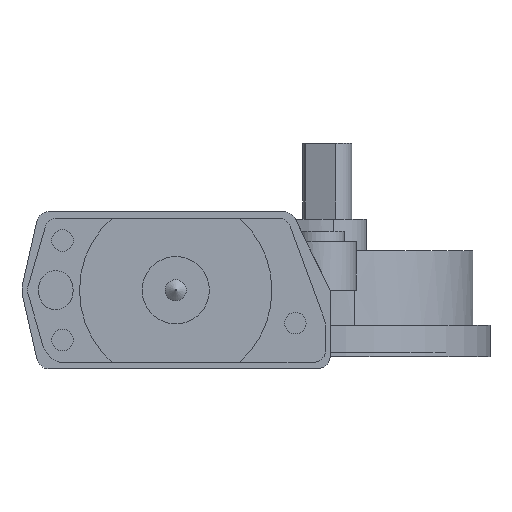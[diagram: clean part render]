
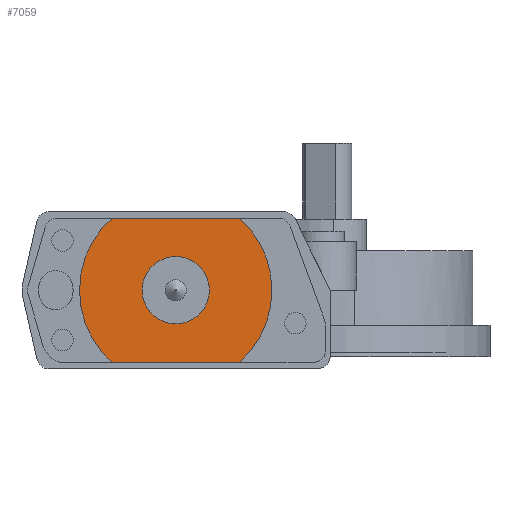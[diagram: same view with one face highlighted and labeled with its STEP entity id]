
A CAD part, left-side view. The second image highlights one B-rep face of the part: STEP entity #7059.
In plain terms, the highlighted planar face has unit normal (-1, 0, 0).
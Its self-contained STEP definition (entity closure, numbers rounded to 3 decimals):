
#159 = LINE ( 'NONE', #7461, #2909 ) ;
#316 = EDGE_LOOP ( 'NONE', ( #7675, #1181, #2935, #2672 ) ) ;
#345 = ORIENTED_EDGE ( 'NONE', *, *, #6087, .F. ) ;
#950 = DIRECTION ( 'NONE',  ( 0., -1., 0. ) ) ;
#1023 = AXIS2_PLACEMENT_3D ( 'NONE', #6675, #7103, #5237 ) ;
#1051 = CARTESIAN_POINT ( 'NONE',  ( -132.237, 16.556, 12.292 ) ) ;
#1128 = EDGE_LOOP ( 'NONE', ( #345 ) ) ;
#1181 = ORIENTED_EDGE ( 'NONE', *, *, #4478, .T. ) ;
#1517 = VERTEX_POINT ( 'NONE', #3516 ) ;
#1770 = VERTEX_POINT ( 'NONE', #5508 ) ;
#1949 = DIRECTION ( 'NONE',  ( 0., 1., 0. ) ) ;
#2130 = CARTESIAN_POINT ( 'NONE',  ( -132.237, 3.788, -2.186 ) ) ;
#2449 = CARTESIAN_POINT ( 'NONE',  ( -132.237, -26.054, 26.77 ) ) ;
#2458 = CARTESIAN_POINT ( 'NONE',  ( -132.237, 29.325, 26.77 ) ) ;
#2492 = FACE_BOUND ( 'NONE', #1128, .T. ) ;
#2672 = ORIENTED_EDGE ( 'NONE', *, *, #7477, .T. ) ;
#2687 = DIRECTION ( 'NONE',  ( 0., 0., 1. ) ) ;
#2909 = VECTOR ( 'NONE', #950, 1000. ) ;
#2935 = ORIENTED_EDGE ( 'NONE', *, *, #5560, .T. ) ;
#2980 = FACE_OUTER_BOUND ( 'NONE', #316, .T. ) ;
#2991 = CARTESIAN_POINT ( 'NONE',  ( -132.237, 16.556, 12.292 ) ) ;
#3166 = LINE ( 'NONE', #2449, #6114 ) ;
#3223 = VERTEX_POINT ( 'NONE', #2458 ) ;
#3444 = DIRECTION ( 'NONE',  ( -1., 0., 0. ) ) ;
#3516 = CARTESIAN_POINT ( 'NONE',  ( -132.237, 16.556, 19.048 ) ) ;
#3925 = DIRECTION ( 'NONE',  ( -1., 0., 0. ) ) ;
#4478 = EDGE_CURVE ( 'NONE', #3223, #1770, #7640, .T. ) ;
#4851 = VERTEX_POINT ( 'NONE', #2130 ) ;
#5030 = EDGE_CURVE ( 'NONE', #7316, #3223, #3166, .T. ) ;
#5237 = DIRECTION ( 'NONE',  ( 0., 0., 1. ) ) ;
#5369 = CARTESIAN_POINT ( 'NONE',  ( -132.237, 3.788, 26.77 ) ) ;
#5400 = AXIS2_PLACEMENT_3D ( 'NONE', #6732, #3925, #5616 ) ;
#5413 = AXIS2_PLACEMENT_3D ( 'NONE', #2991, #3444, #2687 ) ;
#5508 = CARTESIAN_POINT ( 'NONE',  ( -132.237, 29.325, -2.186 ) ) ;
#5560 = EDGE_CURVE ( 'NONE', #1770, #4851, #159, .T. ) ;
#5616 = DIRECTION ( 'NONE',  ( 0., 0., 1. ) ) ;
#5802 = DIRECTION ( 'NONE',  ( 0., 0., 1. ) ) ;
#6087 = EDGE_CURVE ( 'NONE', #1517, #1517, #6591, .T. ) ;
#6114 = VECTOR ( 'NONE', #1949, 1000. ) ;
#6480 = DIRECTION ( 'NONE',  ( -1., 0., 0. ) ) ;
#6591 = CIRCLE ( 'NONE', #1023, 6.756 ) ;
#6675 = CARTESIAN_POINT ( 'NONE',  ( -132.237, 16.556, 12.292 ) ) ;
#6732 = CARTESIAN_POINT ( 'NONE',  ( -132.237, -26.054, 12.292 ) ) ;
#6948 = CIRCLE ( 'NONE', #7604, 19.304 ) ;
#7059 = ADVANCED_FACE ( 'NONE', ( #2980, #2492 ), #7338, .T. ) ;
#7103 = DIRECTION ( 'NONE',  ( -1., 0., 0. ) ) ;
#7316 = VERTEX_POINT ( 'NONE', #5369 ) ;
#7338 = PLANE ( 'NONE',  #5400 ) ;
#7461 = CARTESIAN_POINT ( 'NONE',  ( -132.237, -26.054, -2.186 ) ) ;
#7477 = EDGE_CURVE ( 'NONE', #4851, #7316, #6948, .T. ) ;
#7604 = AXIS2_PLACEMENT_3D ( 'NONE', #1051, #6480, #5802 ) ;
#7640 = CIRCLE ( 'NONE', #5413, 19.304 ) ;
#7675 = ORIENTED_EDGE ( 'NONE', *, *, #5030, .T. ) ;
